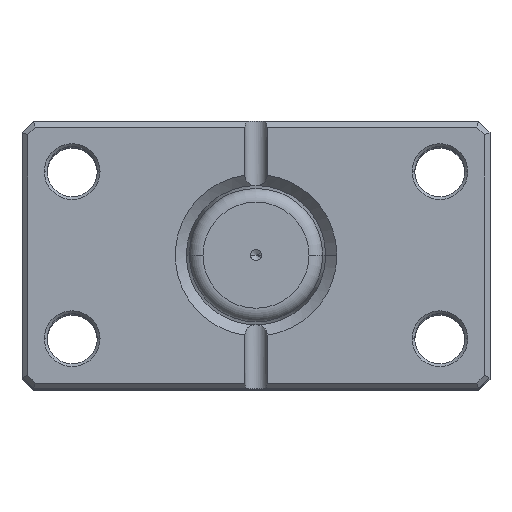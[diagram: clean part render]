
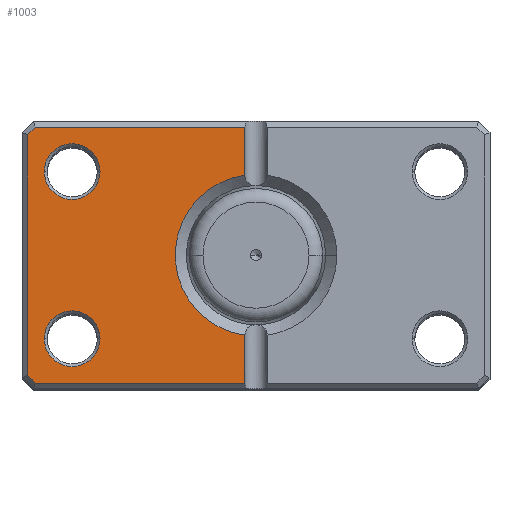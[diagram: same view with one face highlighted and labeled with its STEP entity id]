
A CAD part, top view. The second image highlights one B-rep face of the part: STEP entity #1003.
In plain terms, the highlighted face is planar.
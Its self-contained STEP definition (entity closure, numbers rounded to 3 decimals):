
#54 = DIRECTION ( 'NONE',  ( 1., 0., 0. ) ) ;
#159 = VERTEX_POINT ( 'NONE', #2478 ) ;
#335 = CARTESIAN_POINT ( 'NONE',  ( 39.586, 23., 0. ) ) ;
#370 = CARTESIAN_POINT ( 'NONE',  ( 33., -15., 0. ) ) ;
#383 = DIRECTION ( 'NONE',  ( 0.707, -0.707, 0. ) ) ;
#437 = CARTESIAN_POINT ( 'NONE',  ( 39.586, -23., 0. ) ) ;
#458 = AXIS2_PLACEMENT_3D ( 'NONE', #370, #3652, #871 ) ;
#527 = AXIS2_PLACEMENT_3D ( 'NONE', #1740, #2128, #2318 ) ;
#565 = CARTESIAN_POINT ( 'NONE',  ( 0., -23., 0. ) ) ;
#824 = EDGE_CURVE ( 'NONE', #5273, #5475, #2888, .T. ) ;
#837 = CIRCLE ( 'NONE', #3090, 5. ) ;
#871 = DIRECTION ( 'NONE',  ( 1., 0., 0. ) ) ;
#900 = VECTOR ( 'NONE', #3399, 1000. ) ;
#984 = FACE_BOUND ( 'NONE', #1061, .T. ) ;
#1003 = ADVANCED_FACE ( 'NONE', ( #4524, #984, #2216 ), #2728, .F. ) ;
#1011 = ORIENTED_EDGE ( 'NONE', *, *, #2646, .T. ) ;
#1018 = CARTESIAN_POINT ( 'NONE',  ( 2., 24., 0. ) ) ;
#1061 = EDGE_LOOP ( 'NONE', ( #1011, #2244 ) ) ;
#1214 = ORIENTED_EDGE ( 'NONE', *, *, #1670, .T. ) ;
#1281 = AXIS2_PLACEMENT_3D ( 'NONE', #2757, #2213, #2135 ) ;
#1288 = CARTESIAN_POINT ( 'NONE',  ( 33., 15., 0. ) ) ;
#1297 = LINE ( 'NONE', #3660, #2364 ) ;
#1456 = CIRCLE ( 'NONE', #5680, 5. ) ;
#1529 = VECTOR ( 'NONE', #4027, 1000. ) ;
#1604 = ORIENTED_EDGE ( 'NONE', *, *, #4118, .T. ) ;
#1670 = EDGE_CURVE ( 'NONE', #5475, #4729, #4166, .T. ) ;
#1740 = CARTESIAN_POINT ( 'NONE',  ( 0., 0., 0. ) ) ;
#1755 = DIRECTION ( 'NONE',  ( 1., 0., 0. ) ) ;
#1949 = VECTOR ( 'NONE', #2030, 1000. ) ;
#2030 = DIRECTION ( 'NONE',  ( 0., -1., 0. ) ) ;
#2054 = AXIS2_PLACEMENT_3D ( 'NONE', #5661, #2893, #54 ) ;
#2099 = CARTESIAN_POINT ( 'NONE',  ( 33., 15., 0. ) ) ;
#2128 = DIRECTION ( 'NONE',  ( 0., 0., 1. ) ) ;
#2135 = DIRECTION ( 'NONE',  ( 1., 0., 0. ) ) ;
#2144 = LINE ( 'NONE', #565, #900 ) ;
#2150 = CARTESIAN_POINT ( 'NONE',  ( 38., -15., 0. ) ) ;
#2213 = DIRECTION ( 'NONE',  ( 0., 0., 1. ) ) ;
#2216 = FACE_OUTER_BOUND ( 'NONE', #2954, .T. ) ;
#2244 = ORIENTED_EDGE ( 'NONE', *, *, #2425, .T. ) ;
#2318 = DIRECTION ( 'NONE',  ( 1., 0., 0. ) ) ;
#2362 = VERTEX_POINT ( 'NONE', #4453 ) ;
#2364 = VECTOR ( 'NONE', #383, 1000. ) ;
#2425 = EDGE_CURVE ( 'NONE', #2906, #2829, #1456, .T. ) ;
#2478 = CARTESIAN_POINT ( 'NONE',  ( 41., 21.586, 0. ) ) ;
#2553 = DIRECTION ( 'NONE',  ( 1., 0., 0. ) ) ;
#2646 = EDGE_CURVE ( 'NONE', #2829, #2906, #837, .T. ) ;
#2728 = PLANE ( 'NONE',  #1281 ) ;
#2743 = VERTEX_POINT ( 'NONE', #5835 ) ;
#2757 = CARTESIAN_POINT ( 'NONE',  ( 0., 0., 0. ) ) ;
#2760 = ORIENTED_EDGE ( 'NONE', *, *, #5415, .T. ) ;
#2829 = VERTEX_POINT ( 'NONE', #5903 ) ;
#2843 = ORIENTED_EDGE ( 'NONE', *, *, #3991, .T. ) ;
#2869 = DIRECTION ( 'NONE',  ( 0., 1., 0. ) ) ;
#2885 = VERTEX_POINT ( 'NONE', #335 ) ;
#2888 = CIRCLE ( 'NONE', #527, 14.5 ) ;
#2893 = DIRECTION ( 'NONE',  ( 0., 0., 1. ) ) ;
#2903 = EDGE_CURVE ( 'NONE', #5518, #2743, #4753, .T. ) ;
#2906 = VERTEX_POINT ( 'NONE', #5494 ) ;
#2954 = EDGE_LOOP ( 'NONE', ( #2760, #5282, #1214, #2843, #4175, #1604, #3124, #2976 ) ) ;
#2974 = VERTEX_POINT ( 'NONE', #437 ) ;
#2975 = CIRCLE ( 'NONE', #2054, 5. ) ;
#2976 = ORIENTED_EDGE ( 'NONE', *, *, #4823, .T. ) ;
#3090 = AXIS2_PLACEMENT_3D ( 'NONE', #2099, #5324, #2553 ) ;
#3124 = ORIENTED_EDGE ( 'NONE', *, *, #3720, .T. ) ;
#3261 = CARTESIAN_POINT ( 'NONE',  ( 2., -14.361, 0. ) ) ;
#3399 = DIRECTION ( 'NONE',  ( -1., 0., 0. ) ) ;
#3619 = ORIENTED_EDGE ( 'NONE', *, *, #2903, .T. ) ;
#3652 = DIRECTION ( 'NONE',  ( 0., 0., 1. ) ) ;
#3660 = CARTESIAN_POINT ( 'NONE',  ( 31.293, 31.293, 0. ) ) ;
#3720 = EDGE_CURVE ( 'NONE', #4072, #2974, #5203, .T. ) ;
#3991 = EDGE_CURVE ( 'NONE', #4729, #2885, #4974, .T. ) ;
#4019 = VECTOR ( 'NONE', #4142, 1000. ) ;
#4027 = DIRECTION ( 'NONE',  ( -0.707, -0.707, 0. ) ) ;
#4072 = VERTEX_POINT ( 'NONE', #5710 ) ;
#4118 = EDGE_CURVE ( 'NONE', #159, #4072, #5483, .T. ) ;
#4127 = CARTESIAN_POINT ( 'NONE',  ( 2., 24., 0. ) ) ;
#4142 = DIRECTION ( 'NONE',  ( 0., 1., 0. ) ) ;
#4166 = LINE ( 'NONE', #4127, #4019 ) ;
#4175 = ORIENTED_EDGE ( 'NONE', *, *, #4512, .T. ) ;
#4246 = CARTESIAN_POINT ( 'NONE',  ( 0., 23., 0. ) ) ;
#4453 = CARTESIAN_POINT ( 'NONE',  ( 2., -23., 0. ) ) ;
#4492 = DIRECTION ( 'NONE',  ( 0., 0., 1. ) ) ;
#4512 = EDGE_CURVE ( 'NONE', #2885, #159, #1297, .T. ) ;
#4524 = FACE_BOUND ( 'NONE', #4733, .T. ) ;
#4555 = ORIENTED_EDGE ( 'NONE', *, *, #5807, .T. ) ;
#4710 = VECTOR ( 'NONE', #2869, 1000. ) ;
#4724 = DIRECTION ( 'NONE',  ( 1., 0., 0. ) ) ;
#4729 = VERTEX_POINT ( 'NONE', #5169 ) ;
#4733 = EDGE_LOOP ( 'NONE', ( #4555, #3619 ) ) ;
#4753 = CIRCLE ( 'NONE', #458, 5. ) ;
#4819 = VECTOR ( 'NONE', #4724, 1000. ) ;
#4823 = EDGE_CURVE ( 'NONE', #2974, #2362, #2144, .T. ) ;
#4974 = LINE ( 'NONE', #4246, #4819 ) ;
#4979 = CARTESIAN_POINT ( 'NONE',  ( 31.293, -31.293, 0. ) ) ;
#5169 = CARTESIAN_POINT ( 'NONE',  ( 2., 23., 0. ) ) ;
#5203 = LINE ( 'NONE', #4979, #1529 ) ;
#5256 = CARTESIAN_POINT ( 'NONE',  ( 41., 0., 0. ) ) ;
#5273 = VERTEX_POINT ( 'NONE', #3261 ) ;
#5282 = ORIENTED_EDGE ( 'NONE', *, *, #824, .T. ) ;
#5324 = DIRECTION ( 'NONE',  ( 0., 0., 1. ) ) ;
#5415 = EDGE_CURVE ( 'NONE', #2362, #5273, #5959, .T. ) ;
#5475 = VERTEX_POINT ( 'NONE', #5689 ) ;
#5483 = LINE ( 'NONE', #5256, #1949 ) ;
#5494 = CARTESIAN_POINT ( 'NONE',  ( 38., 15., 0. ) ) ;
#5518 = VERTEX_POINT ( 'NONE', #2150 ) ;
#5661 = CARTESIAN_POINT ( 'NONE',  ( 33., -15., 0. ) ) ;
#5680 = AXIS2_PLACEMENT_3D ( 'NONE', #1288, #4492, #1755 ) ;
#5689 = CARTESIAN_POINT ( 'NONE',  ( 2., 14.361, 0. ) ) ;
#5710 = CARTESIAN_POINT ( 'NONE',  ( 41., -21.586, 0. ) ) ;
#5807 = EDGE_CURVE ( 'NONE', #2743, #5518, #2975, .T. ) ;
#5835 = CARTESIAN_POINT ( 'NONE',  ( 28., -15., 0. ) ) ;
#5903 = CARTESIAN_POINT ( 'NONE',  ( 28., 15., 0. ) ) ;
#5959 = LINE ( 'NONE', #1018, #4710 ) ;
